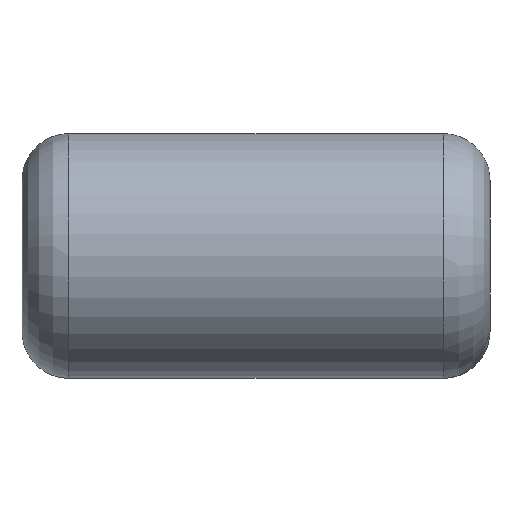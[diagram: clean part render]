
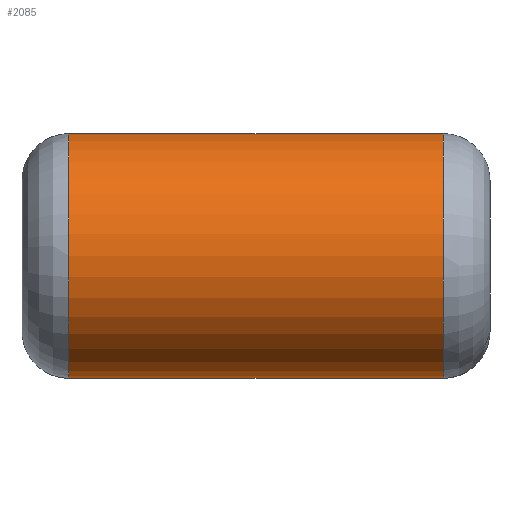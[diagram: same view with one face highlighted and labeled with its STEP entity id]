
A CAD part, top view. The second image highlights one B-rep face of the part: STEP entity #2085.
In plain terms, the highlighted cylindrical face has radius 4.65 mm (diameter 9.3 mm), a partial arc.
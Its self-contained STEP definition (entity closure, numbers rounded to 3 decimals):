
#1685=CARTESIAN_POINT('',(7.12,4.65,14.55));
#1686=VERTEX_POINT('',#1685);
#1735=CARTESIAN_POINT('',(-7.12,4.65,14.55));
#1736=VERTEX_POINT('',#1735);
#1854=CARTESIAN_POINT('',(7.12,-4.65,14.55));
#1855=VERTEX_POINT('',#1854);
#1927=CARTESIAN_POINT('',(-0.0,4.65,14.55));
#1928=DIRECTION('',(-1.0,0.0,0.0));
#1929=VECTOR('',#1928,1.0);
#1930=LINE('',#1927,#1929);
#1931=EDGE_CURVE('n� 72',#1686,#1736,#1930,.T.);
#1986=CARTESIAN_POINT('',(-7.12,-4.65,14.55));
#1987=VERTEX_POINT('',#1986);
#2011=CARTESIAN_POINT('',(0.0,-4.65,14.55));
#2012=DIRECTION('',(1.0,-0.0,0.0));
#2013=VECTOR('',#2012,1.0);
#2014=LINE('',#2011,#2013);
#2015=EDGE_CURVE('n� 10',#1987,#1855,#2014,.T.);
#2032=CARTESIAN_POINT('',(7.12,-0.0,14.55));
#2033=DIRECTION('',(-1.0,-0.0,-0.0));
#2034=DIRECTION('',(0.0,1.0,0.0));
#2035=AXIS2_PLACEMENT_3D('',#2032,#2033,#2034);
#2036=CIRCLE('',#2035,4.65);
#2037=EDGE_CURVE('n� 14',#1855,#1686,#2036,.T.);
#2052=CARTESIAN_POINT('',(-7.12,-0.0,14.55));
#2053=DIRECTION('',(1.0,0.0,0.0));
#2054=DIRECTION('',(0.0,1.0,0.0));
#2055=AXIS2_PLACEMENT_3D('',#2052,#2053,#2054);
#2056=CIRCLE('',#2055,4.65);
#2057=EDGE_CURVE('n� 21',#1736,#1987,#2056,.T.);
#2074=ORIENTED_EDGE('',*,*,#2037,.T.);
#2075=ORIENTED_EDGE('',*,*,#1931,.T.);
#2076=ORIENTED_EDGE('',*,*,#2057,.T.);
#2077=ORIENTED_EDGE('',*,*,#2015,.T.);
#2078=EDGE_LOOP('',(#2074,#2075,#2076,#2077));
#2079=FACE_OUTER_BOUND('',#2078,.T.);
#2080=CARTESIAN_POINT('',(0.0,-0.0,14.55));
#2081=DIRECTION('',(1.0,0.0,0.0));
#2082=DIRECTION('',(0.0,1.0,0.0));
#2083=AXIS2_PLACEMENT_3D('',#2080,#2081,#2082);
#2084=CYLINDRICAL_SURFACE('',#2083,4.65);
#2085=ADVANCED_FACE('n� 2',(#2079),#2084,.T.);
